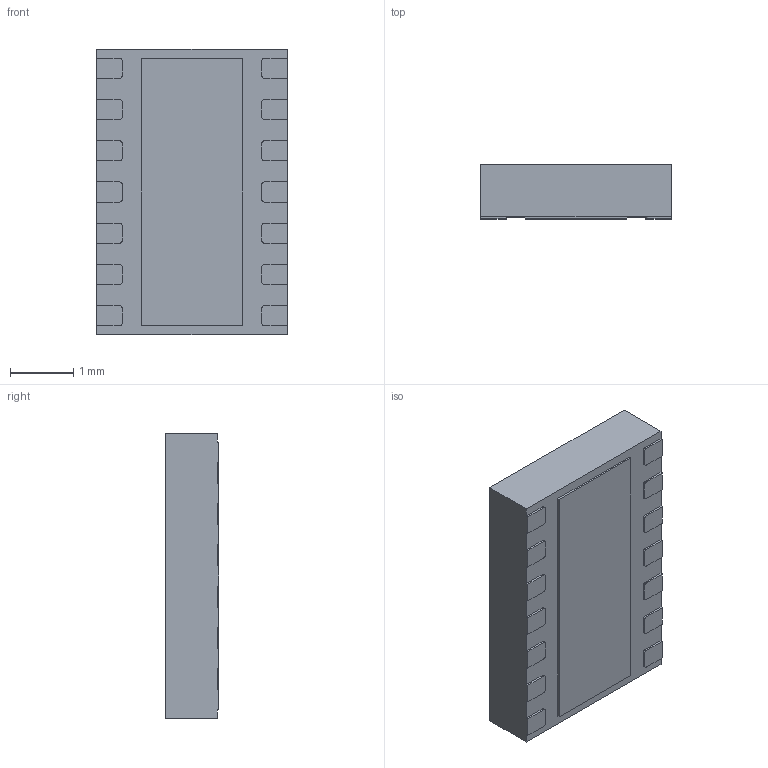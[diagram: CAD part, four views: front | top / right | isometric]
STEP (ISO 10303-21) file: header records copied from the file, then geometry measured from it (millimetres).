
FILE_DESCRIPTION (( 'STEP AP214' ), '1' );
FILE_NAME ('User Library-TJA1043TK.STEP', '2020-08-04T18:57:34', ( '' ), ( '' ), 'SwSTEP 2.0', 'SolidWorks 2020', '' );
FILE_SCHEMA (( 'AUTOMOTIVE_DESIGN' ));
Length unit declared in the file: inch
Products named in the file (1): User Library-TJA1043TK
Bounding box: 3 x 0.85 x 4.5 mm (x, y, z)
Volume: 11.3 mm3; surface area: 40.6 mm2
Topology: 1 solids, 1 shells, 192 faces, 540 edges, 360 vertices
Faces by surface type: plane 133, bspline 31, cylinder 28
Entity records: 8842 total; most frequent: CARTESIAN_POINT 1496, ORIENTED_EDGE 1080, DIRECTION 858, EDGE_CURVE 540, VECTOR 422, LINE 422, VERTEX_POINT 360, AXIS2_PLACEMENT_3D 218
